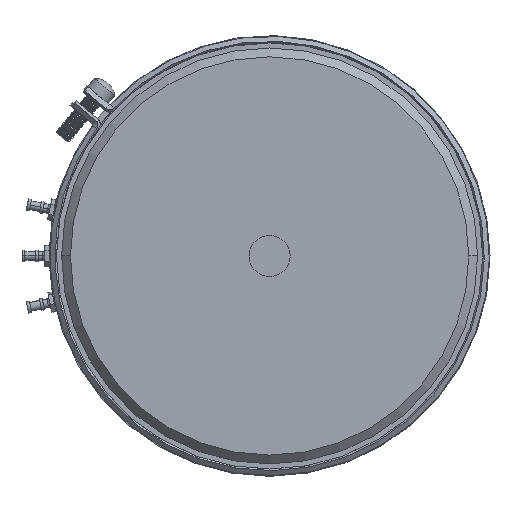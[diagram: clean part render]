
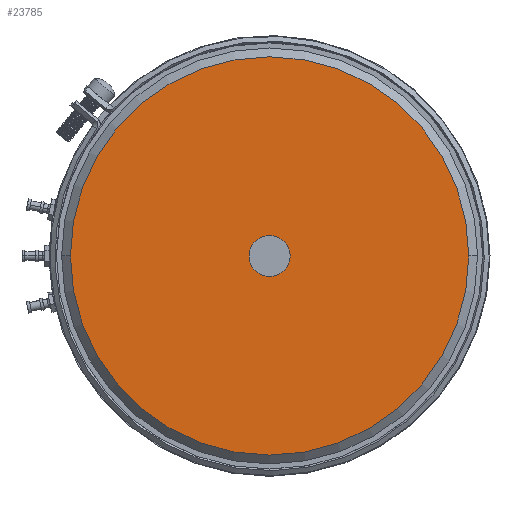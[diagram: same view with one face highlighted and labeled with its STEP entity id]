
A CAD part, left-side view. The second image highlights one B-rep face of the part: STEP entity #23785.
In plain terms, the highlighted planar face has unit normal (-1, 0, 0).
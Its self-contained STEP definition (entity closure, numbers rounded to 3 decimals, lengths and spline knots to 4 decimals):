
#1961=CARTESIAN_POINT('',(-0.17,0.,0.));
#1962=DIRECTION('',(1.,0.,0.));
#1963=DIRECTION('',(0.,1.,0.));
#1964=AXIS2_PLACEMENT_3D('',#1961,#1962,#1963);
#1966=CARTESIAN_POINT('',(-0.17,0.,0.));
#1967=DIRECTION('',(1.,0.,0.));
#1968=DIRECTION('',(0.,-1.,0.));
#1969=AXIS2_PLACEMENT_3D('',#1966,#1967,#1968);
#1971=CARTESIAN_POINT('',(-0.17,0.,0.));
#1972=DIRECTION('',(-1.,0.,0.));
#1973=DIRECTION('',(0.,1.,0.));
#1974=AXIS2_PLACEMENT_3D('',#1971,#1972,#1973);
#1976=CARTESIAN_POINT('',(-0.17,0.,0.));
#1977=DIRECTION('',(-1.,0.,0.));
#1978=DIRECTION('',(0.,-1.,0.));
#1979=AXIS2_PLACEMENT_3D('',#1976,#1977,#1978);
#21063=CARTESIAN_POINT('',(-0.17,1.3555,0.));
#21064=CARTESIAN_POINT('',(-0.17,-1.3555,0.));
#21065=VERTEX_POINT('',#21063);
#21066=VERTEX_POINT('',#21064);
#21071=CARTESIAN_POINT('',(-0.17,0.14,0.));
#21072=CARTESIAN_POINT('',(-0.17,-0.14,0.));
#21073=VERTEX_POINT('',#21071);
#21074=VERTEX_POINT('',#21072);
#23770=CARTESIAN_POINT('',(-0.17,0.,0.));
#23771=DIRECTION('',(1.,0.,0.));
#23772=DIRECTION('',(0.,-1.,0.));
#23773=AXIS2_PLACEMENT_3D('',#23770,#23771,#23772);
#23774=PLANE('',#23773);
#23775=ORIENTED_EDGE('',*,*,#23750,.T.);
#23776=ORIENTED_EDGE('',*,*,#23764,.T.);
#23777=EDGE_LOOP('',(#23775,#23776));
#23778=FACE_OUTER_BOUND('',#23777,.F.);
#23780=ORIENTED_EDGE('',*,*,#23779,.T.);
#23782=ORIENTED_EDGE('',*,*,#23781,.T.);
#23783=EDGE_LOOP('',(#23780,#23782));
#23784=FACE_BOUND('',#23783,.F.);
#23785=ADVANCED_FACE('',(#23778,#23784),#23774,.F.);
#1965=CIRCLE('',#1964,1.3555);
#1970=CIRCLE('',#1969,1.3555);
#1975=CIRCLE('',#1974,0.14);
#1980=CIRCLE('',#1979,0.14);
#23750=EDGE_CURVE('',#21065,#21066,#1965,.T.);
#23764=EDGE_CURVE('',#21066,#21065,#1970,.T.);
#23779=EDGE_CURVE('',#21073,#21074,#1975,.T.);
#23781=EDGE_CURVE('',#21074,#21073,#1980,.T.);
